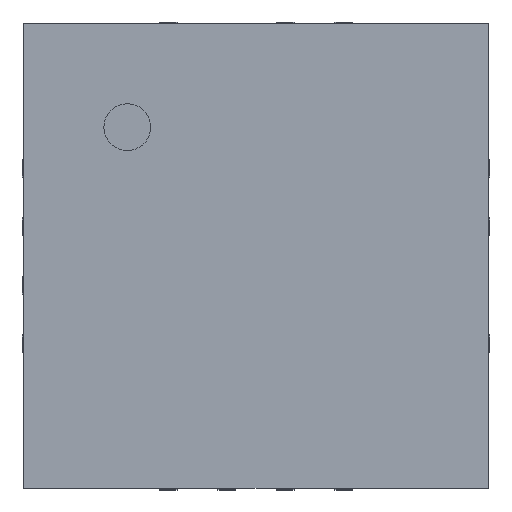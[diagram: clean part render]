
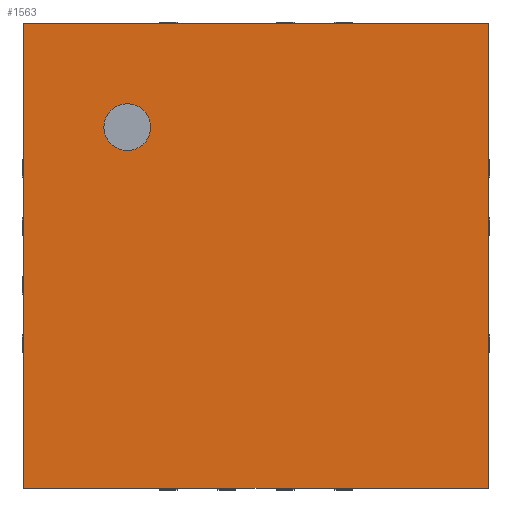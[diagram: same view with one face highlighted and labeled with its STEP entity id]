
A CAD part, top view. The second image highlights one B-rep face of the part: STEP entity #1563.
In plain terms, the highlighted planar face has unit normal (0, 0, 1).
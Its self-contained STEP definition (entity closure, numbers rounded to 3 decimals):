
#13=DIRECTION('',(0.,0.,1.));
#117=DIRECTION('',(0.,0.,-1.));
#148=VECTOR('',#149,1.);
#149=DIRECTION('',(1.,0.,0.));
#155=VECTOR('',#156,1.);
#156=DIRECTION('',(0.,-1.,0.));
#481=ORIENTED_EDGE('',*,*,#482,.F.);
#482=EDGE_CURVE('',#483,#485,#487,.T.);
#483=VERTEX_POINT('',#484);
#484=CARTESIAN_POINT('',(-1.985,1.985,0.78));
#485=VERTEX_POINT('',#486);
#486=CARTESIAN_POINT('',(1.985,1.985,0.78));
#487=LINE('',#484,#148);
#551=ORIENTED_EDGE('',*,*,#552,.T.);
#552=EDGE_CURVE('',#483,#553,#555,.T.);
#553=VERTEX_POINT('',#554);
#554=CARTESIAN_POINT('',(-1.985,-1.985,0.78));
#555=LINE('',#484,#155);
#947=EDGE_CURVE('',#485,#948,#950,.T.);
#948=VERTEX_POINT('',#949);
#949=CARTESIAN_POINT('',(1.985,-1.985,0.78));
#950=LINE('',#486,#155);
#1132=EDGE_CURVE('',#553,#948,#1133,.T.);
#1133=LINE('',#554,#148);
#1563=ADVANCED_FACE('',(#1564,#1568),#1577,.T.);
#1564=FACE_BOUND('',#1565,.T.);
#1565=EDGE_LOOP('',(#481,#551,#1566,#1567));
#1566=ORIENTED_EDGE('',*,*,#1132,.T.);
#1567=ORIENTED_EDGE('',*,*,#947,.F.);
#1568=FACE_BOUND('',#1569,.T.);
#1569=EDGE_LOOP('',(#1570));
#1570=ORIENTED_EDGE('',*,*,#1571,.T.);
#1571=EDGE_CURVE('',#1572,#1572,#1574,.T.);
#1572=VERTEX_POINT('',#1573);
#1573=CARTESIAN_POINT('',(-1.1,0.9,0.78));
#1574=CIRCLE('',#1575,0.2);
#1575=AXIS2_PLACEMENT_3D('',#1576,#117,#156);
#1576=CARTESIAN_POINT('',(-1.1,1.1,0.78));
#1577=PLANE('',#1578);
#1578=AXIS2_PLACEMENT_3D('',#484,#13,#156);
